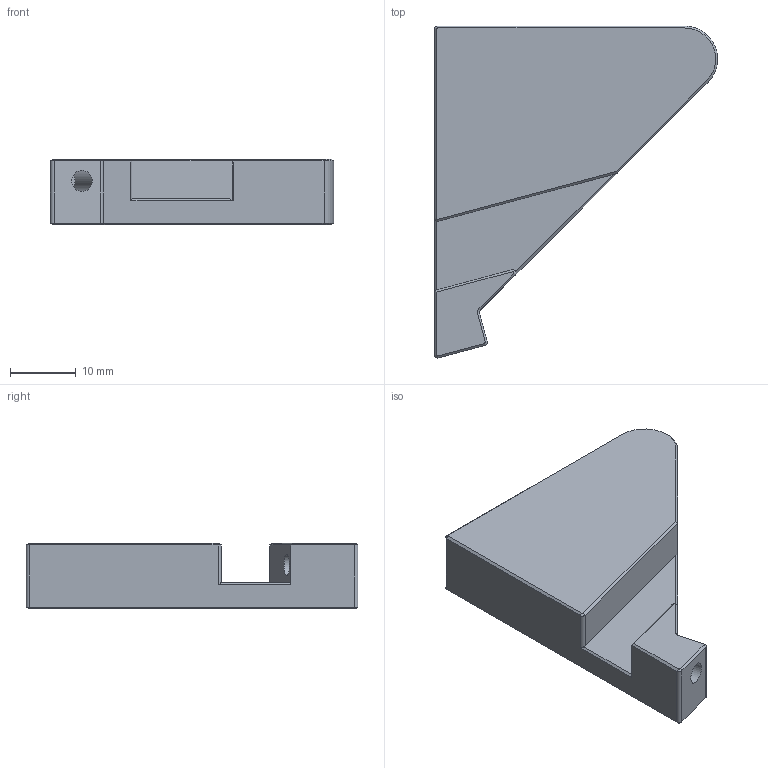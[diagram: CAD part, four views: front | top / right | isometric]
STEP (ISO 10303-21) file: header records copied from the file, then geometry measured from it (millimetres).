
FILE_DESCRIPTION(/* description */ (''),/* implementation_level */ '2;1');
FILE_NAME(/* name */ '1515-drop-nut-jig v2.step',/* time_stamp */ '2022-11-15T14:28:39+01:00',/* author */ (''),/* organization */ (''),/* preprocessor_version */ 'ST-DEVELOPER v19.2',/* originating_system */ 'Autodesk Translation Framework v11.17.0.187',/* authorisation */ '');
FILE_SCHEMA (('AUTOMOTIVE_DESIGN { 1 0 10303 214 3 1 1 }'));
Length unit declared in the file: millimetre
Products named in the file (1): 1515-drop-nut-jig
Bounding box: 42.92 x 50.29 x 10 mm (x, y, z)
Volume: 11042.6 mm3; surface area: 4181.3 mm2
Topology: 1 solids, 1 shells, 49 faces, 114 edges, 67 vertices
Faces by surface type: plane 27, cone 13, cylinder 9
Full cylindrical faces by diameter (mm): 3.2 x1
Entity records: 1402 total; most frequent: DIRECTION 247, CARTESIAN_POINT 231, ORIENTED_EDGE 228, EDGE_CURVE 114, AXIS2_PLACEMENT_3D 83, LINE 81, VECTOR 81, VERTEX_POINT 67
